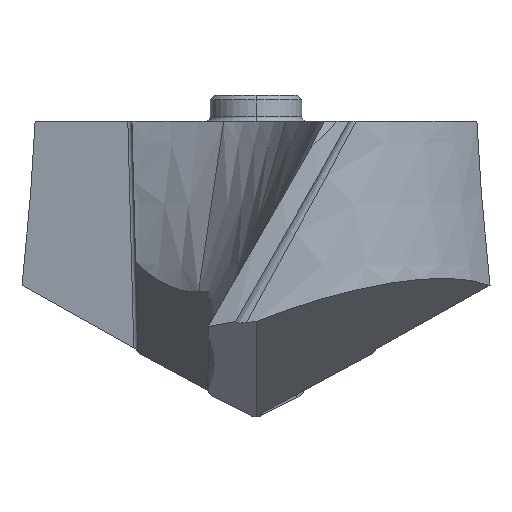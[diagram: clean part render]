
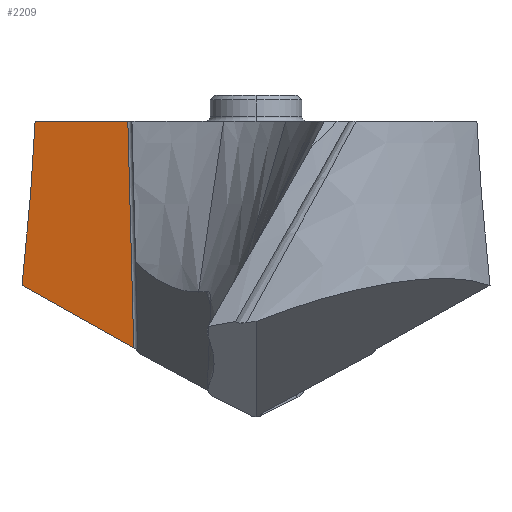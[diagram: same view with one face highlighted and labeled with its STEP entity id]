
A CAD part, left-side view. The second image highlights one B-rep face of the part: STEP entity #2209.
In plain terms, the highlighted planar face has unit normal (-0.925, 0.337, 0.174).
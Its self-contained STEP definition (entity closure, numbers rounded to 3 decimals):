
#261=DIRECTION('',(0.342,0.94,0.));
#262=VECTOR('',#261,3.202);
#263=CARTESIAN_POINT('',(3.376,4.159,0.));
#264=LINE('',#263,#262);
#620=DIRECTION('',(-0.379,-0.808,-0.451));
#621=VECTOR('',#620,4.486);
#622=CARTESIAN_POINT('',(3.627,7.592,-5.321));
#623=LINE('',#622,#621);
#634=CARTESIAN_POINT('',(3.627,7.592,-5.321));
#665=CARTESIAN_POINT('',(3.627,7.592,-5.321));
#666=CARTESIAN_POINT('',(3.662,7.562,-5.077));
#667=CARTESIAN_POINT('',(3.732,7.509,-4.599));
#668=CARTESIAN_POINT('',(3.831,7.443,-3.943));
#669=CARTESIAN_POINT('',(3.94,7.381,-3.246));
#670=CARTESIAN_POINT('',(4.037,7.333,-2.634));
#671=CARTESIAN_POINT('',(4.132,7.292,-2.049));
#672=CARTESIAN_POINT('',(4.221,7.256,-1.502));
#673=CARTESIAN_POINT('',(4.302,7.226,-1.014));
#674=CARTESIAN_POINT('',(4.386,7.196,-0.51));
#675=CARTESIAN_POINT('',(4.442,7.177,-0.171));
#676=CARTESIAN_POINT('',(4.471,7.167,0.));
#681=CARTESIAN_POINT('',(3.376,4.159,0.));
#706=DIRECTION('',(0.193,0.026,0.981));
#707=VECTOR('',#706,7.487);
#708=CARTESIAN_POINT('',(1.928,3.966,-7.343));
#709=LINE('',#708,#707);
#1449=VERTEX_POINT('',#681);
#1450=CARTESIAN_POINT('',(4.471,7.167,0.));
#1451=VERTEX_POINT('',#1450);
#1490=VERTEX_POINT('',#634);
#1491=CARTESIAN_POINT('',(1.928,3.966,-7.343));
#1492=VERTEX_POINT('',#1491);
#2197=CARTESIAN_POINT('',(-0.405,3.529,
-18.931));
#2198=DIRECTION('',(0.925,-0.337,-0.174));
#2199=DIRECTION('',(0.326,0.941,-0.089));
#2200=AXIS2_PLACEMENT_3D('',#2197,#2198,#2199);
#2201=PLANE('',#2200);
#2202=ORIENTED_EDGE('',*,*,#1768,.F.);
#2204=ORIENTED_EDGE('',*,*,#2203,.F.);
#2205=ORIENTED_EDGE('',*,*,#2104,.F.);
#2206=ORIENTED_EDGE('',*,*,#2189,.T.);
#2207=EDGE_LOOP('',(#2202,#2204,#2205,#2206));
#2208=FACE_OUTER_BOUND('',#2207,.F.);
#677=B_SPLINE_CURVE_WITH_KNOTS('',3,(#665,#666,#667,#668,#669,#670,#671,#672,
#673,#674,#675,#676),.UNSPECIFIED.,.F.,.F.,(4,1,1,1,1,1,1,1,1,4),(0.,
0.111,0.222,0.333,0.444,
0.556,0.667,0.778,0.889,1.),
.UNSPECIFIED.);
#1768=EDGE_CURVE('',#1449,#1451,#264,.T.);
#2104=EDGE_CURVE('',#1490,#1492,#623,.T.);
#2189=EDGE_CURVE('',#1490,#1451,#677,.T.);
#2203=EDGE_CURVE('',#1492,#1449,#709,.T.);
#2209=ADVANCED_FACE('',(#2208),#2201,.F.);
